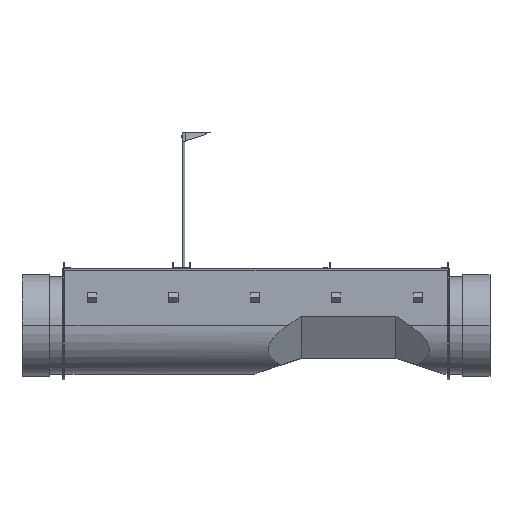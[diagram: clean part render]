
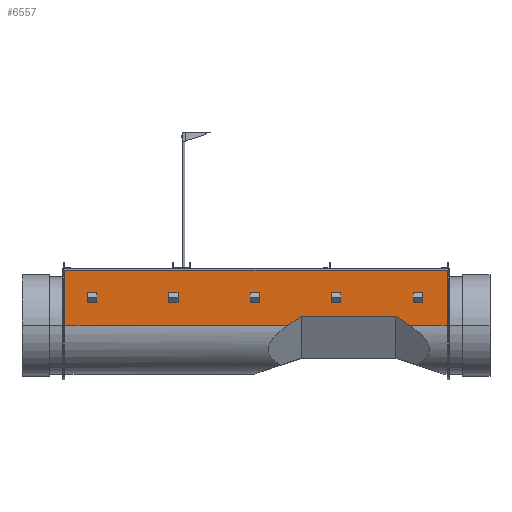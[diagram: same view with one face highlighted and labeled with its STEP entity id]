
A CAD part, top view. The second image highlights one B-rep face of the part: STEP entity #6557.
In plain terms, the highlighted planar face has unit normal (0, 0, 1).
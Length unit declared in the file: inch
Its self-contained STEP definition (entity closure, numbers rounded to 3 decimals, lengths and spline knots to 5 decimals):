
#46 = LINE ( 'NONE', #5723, #5969 ) ;
#47 = CARTESIAN_POINT ( 'NONE',  ( -42.25, 10.5, 10.75 ) ) ;
#160 = EDGE_CURVE ( 'NONE', #2157, #1725, #4029, .T. ) ;
#205 = EDGE_CURVE ( 'NONE', #342, #4456, #2754, .T. ) ;
#242 = VERTEX_POINT ( 'NONE', #47 ) ;
#342 = VERTEX_POINT ( 'NONE', #2011 ) ;
#362 = LINE ( 'NONE', #6560, #5282 ) ;
#411 = VECTOR ( 'NONE', #3891, 39.37008 ) ;
#419 = PLANE ( 'NONE',  #3772 ) ;
#474 = ORIENTED_EDGE ( 'NONE', *, *, #5651, .F. ) ;
#630 = CARTESIAN_POINT ( 'NONE',  ( 37.33007, 30.74425, 10.75 ) ) ;
#1029 = CARTESIAN_POINT ( 'NONE',  ( -42.25, 22.75, 10.75 ) ) ;
#1103 = CARTESIAN_POINT ( 'NONE',  ( 34.10571, 10.42584, 10.75 ) ) ;
#1180 = EDGE_CURVE ( 'NONE', #4400, #242, #4825, .T. ) ;
#1323 = VERTEX_POINT ( 'NONE', #4959 ) ;
#1355 = CARTESIAN_POINT ( 'NONE',  ( 42.25, 22.75, 10.75 ) ) ;
#1375 = EDGE_CURVE ( 'NONE', #1323, #2157, #6518, .T. ) ;
#1389 = CARTESIAN_POINT ( 'NONE',  ( 33.99463, 10.5, 10.75 ) ) ;
#1690 = DIRECTION ( 'NONE',  ( -1., 0., 0. ) ) ;
#1725 = VERTEX_POINT ( 'NONE', #1740 ) ;
#1740 = CARTESIAN_POINT ( 'NONE',  ( 30.95938, 12.52628, 10.75 ) ) ;
#2011 = CARTESIAN_POINT ( 'NONE',  ( 10.04062, 12.52628, 10.75 ) ) ;
#2051 = VERTEX_POINT ( 'NONE', #1355 ) ;
#2157 = VERTEX_POINT ( 'NONE', #1389 ) ;
#2299 = VECTOR ( 'NONE', #6618, 39.37008 ) ;
#2672 = CARTESIAN_POINT ( 'NONE',  ( -42.25, 23., 10.75 ) ) ;
#2754 = LINE ( 'NONE', #630, #411 ) ;
#2826 = ORIENTED_EDGE ( 'NONE', *, *, #160, .F. ) ;
#3076 = ORIENTED_EDGE ( 'NONE', *, *, #1375, .F. ) ;
#3281 = LINE ( 'NONE', #5616, #4711 ) ;
#3340 = DIRECTION ( 'NONE',  ( -1., 0., 0. ) ) ;
#3666 = CARTESIAN_POINT ( 'NONE',  ( 42.5, 10.5, 10.75 ) ) ;
#3693 = DIRECTION ( 'NONE',  ( 0., 1., 0. ) ) ;
#3772 = AXIS2_PLACEMENT_3D ( 'NONE', #5465, #5544, #3693 ) ;
#3863 = VECTOR ( 'NONE', #1690, 39.37008 ) ;
#3891 = DIRECTION ( 'NONE',  ( -0.832, -0.555, 0. ) ) ;
#4029 = LINE ( 'NONE', #1103, #5022 ) ;
#4215 = ORIENTED_EDGE ( 'NONE', *, *, #5560, .T. ) ;
#4400 = VERTEX_POINT ( 'NONE', #1029 ) ;
#4456 = VERTEX_POINT ( 'NONE', #5152 ) ;
#4482 = CARTESIAN_POINT ( 'NONE',  ( 42.5, 10.5, 10.75 ) ) ;
#4711 = VECTOR ( 'NONE', #3340, 39.37008 ) ;
#4790 = VECTOR ( 'NONE', #5959, 39.37008 ) ;
#4825 = LINE ( 'NONE', #2672, #2299 ) ;
#4915 = EDGE_CURVE ( 'NONE', #2051, #1323, #362, .T. ) ;
#4959 = CARTESIAN_POINT ( 'NONE',  ( 42.25, 10.5, 10.75 ) ) ;
#5022 = VECTOR ( 'NONE', #6772, 39.37008 ) ;
#5152 = CARTESIAN_POINT ( 'NONE',  ( 7.00537, 10.5, 10.75 ) ) ;
#5282 = VECTOR ( 'NONE', #5359, 39.37008 ) ;
#5359 = DIRECTION ( 'NONE',  ( 0., -1., 0. ) ) ;
#5465 = CARTESIAN_POINT ( 'NONE',  ( 42.5, 23., 10.75 ) ) ;
#5544 = DIRECTION ( 'NONE',  ( 0., 0., -1. ) ) ;
#5560 = EDGE_CURVE ( 'NONE', #2051, #4400, #3281, .T. ) ;
#5616 = CARTESIAN_POINT ( 'NONE',  ( 42.5, 22.75, 10.75 ) ) ;
#5651 = EDGE_CURVE ( 'NONE', #4456, #242, #6799, .T. ) ;
#5688 = DIRECTION ( 'NONE',  ( -1., 0., 0. ) ) ;
#5713 = ORIENTED_EDGE ( 'NONE', *, *, #1180, .T. ) ;
#5723 = CARTESIAN_POINT ( 'NONE',  ( 42.5, 12.52628, 10.75 ) ) ;
#5959 = DIRECTION ( 'NONE',  ( -1., 0., 0. ) ) ;
#5969 = VECTOR ( 'NONE', #5688, 39.37008 ) ;
#6518 = LINE ( 'NONE', #3666, #4790 ) ;
#6557 = ADVANCED_FACE ( 'NONE', ( #6581 ), #419, .F. ) ;
#6560 = CARTESIAN_POINT ( 'NONE',  ( 42.25, 23., 10.75 ) ) ;
#6581 = FACE_OUTER_BOUND ( 'NONE', #6917, .T. ) ;
#6618 = DIRECTION ( 'NONE',  ( 0., -1., 0. ) ) ;
#6772 = DIRECTION ( 'NONE',  ( -0.832, 0.555, 0. ) ) ;
#6799 = LINE ( 'NONE', #4482, #3863 ) ;
#6854 = ORIENTED_EDGE ( 'NONE', *, *, #7289, .F. ) ;
#6917 = EDGE_LOOP ( 'NONE', ( #7256, #6854, #2826, #3076, #7232, #4215, #5713, #474 ) ) ;
#7232 = ORIENTED_EDGE ( 'NONE', *, *, #4915, .F. ) ;
#7256 = ORIENTED_EDGE ( 'NONE', *, *, #205, .F. ) ;
#7289 = EDGE_CURVE ( 'NONE', #1725, #342, #46, .T. ) ;
